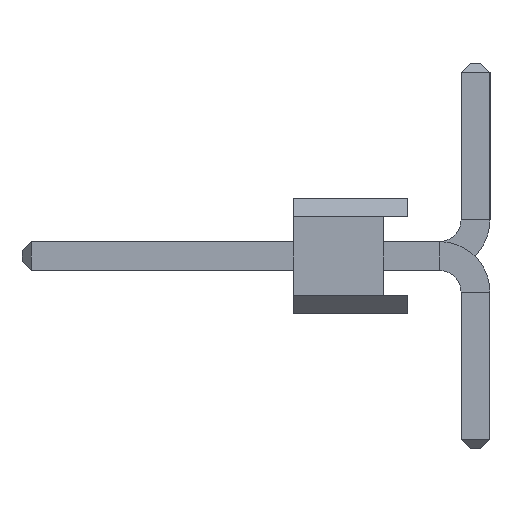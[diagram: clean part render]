
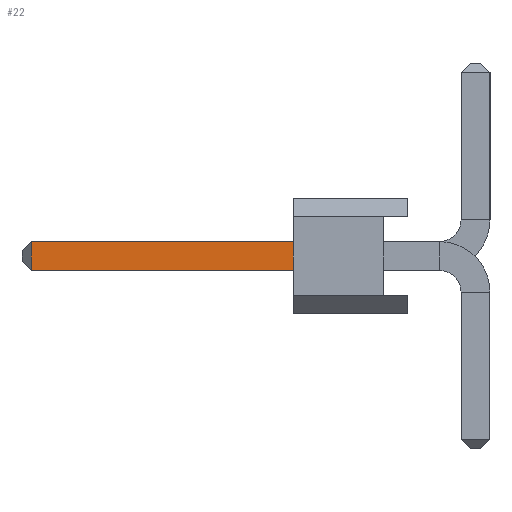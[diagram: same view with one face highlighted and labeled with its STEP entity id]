
A CAD part, left-side view. The second image highlights one B-rep face of the part: STEP entity #22.
In plain terms, the highlighted planar face has unit normal (-1, 0, 0).
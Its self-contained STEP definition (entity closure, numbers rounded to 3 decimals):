
#8 = EDGE_CURVE ( 'NONE', #1967, #876, #1808, .T. ) ;
#22 = ADVANCED_FACE ( 'NONE', ( #1883 ), #1510, .T. ) ;
#45 = ORIENTED_EDGE ( 'NONE', *, *, #8, .F. ) ;
#61 = LINE ( 'NONE', #356, #454 ) ;
#74 = CARTESIAN_POINT ( 'NONE',  ( -0.32, 8.34, 0.32 ) ) ;
#198 = CARTESIAN_POINT ( 'NONE',  ( -0.32, -0.7, -0.32 ) ) ;
#256 = LINE ( 'NONE', #664, #873 ) ;
#329 = DIRECTION ( 'NONE',  ( 0., 0., 1. ) ) ;
#350 = EDGE_CURVE ( 'NONE', #1070, #1572, #758, .T. ) ;
#356 = CARTESIAN_POINT ( 'NONE',  ( -0.32, 8.34, -0.32 ) ) ;
#411 = CARTESIAN_POINT ( 'NONE',  ( -0.32, 2.54, -0.32 ) ) ;
#454 = VECTOR ( 'NONE', #1928, 1000. ) ;
#578 = ORIENTED_EDGE ( 'NONE', *, *, #350, .T. ) ;
#605 = AXIS2_PLACEMENT_3D ( 'NONE', #198, #958, #329 ) ;
#636 = VECTOR ( 'NONE', #1511, 1000. ) ;
#664 = CARTESIAN_POINT ( 'NONE',  ( -0.32, 2.54, 0. ) ) ;
#730 = VECTOR ( 'NONE', #931, 1000. ) ;
#758 = LINE ( 'NONE', #1182, #636 ) ;
#806 = CARTESIAN_POINT ( 'NONE',  ( -0.32, 2.54, 0.32 ) ) ;
#846 = EDGE_CURVE ( 'NONE', #1572, #876, #61, .T. ) ;
#873 = VECTOR ( 'NONE', #1125, 1000. ) ;
#876 = VERTEX_POINT ( 'NONE', #1433 ) ;
#931 = DIRECTION ( 'NONE',  ( 0., 1., 0. ) ) ;
#933 = EDGE_CURVE ( 'NONE', #1070, #1967, #256, .T. ) ;
#958 = DIRECTION ( 'NONE',  ( -1., 0., 0. ) ) ;
#1070 = VERTEX_POINT ( 'NONE', #806 ) ;
#1125 = DIRECTION ( 'NONE',  ( 0., 0., -1. ) ) ;
#1182 = CARTESIAN_POINT ( 'NONE',  ( -0.32, -0.7, 0.32 ) ) ;
#1343 = ORIENTED_EDGE ( 'NONE', *, *, #846, .T. ) ;
#1345 = ORIENTED_EDGE ( 'NONE', *, *, #933, .F. ) ;
#1433 = CARTESIAN_POINT ( 'NONE',  ( -0.32, 8.34, -0.32 ) ) ;
#1510 = PLANE ( 'NONE',  #605 ) ;
#1511 = DIRECTION ( 'NONE',  ( 0., 1., 0. ) ) ;
#1572 = VERTEX_POINT ( 'NONE', #74 ) ;
#1662 = CARTESIAN_POINT ( 'NONE',  ( -0.32, -0.7, -0.32 ) ) ;
#1664 = EDGE_LOOP ( 'NONE', ( #578, #1343, #45, #1345 ) ) ;
#1808 = LINE ( 'NONE', #1662, #730 ) ;
#1883 = FACE_OUTER_BOUND ( 'NONE', #1664, .T. ) ;
#1928 = DIRECTION ( 'NONE',  ( 0., 0., -1. ) ) ;
#1967 = VERTEX_POINT ( 'NONE', #411 ) ;
